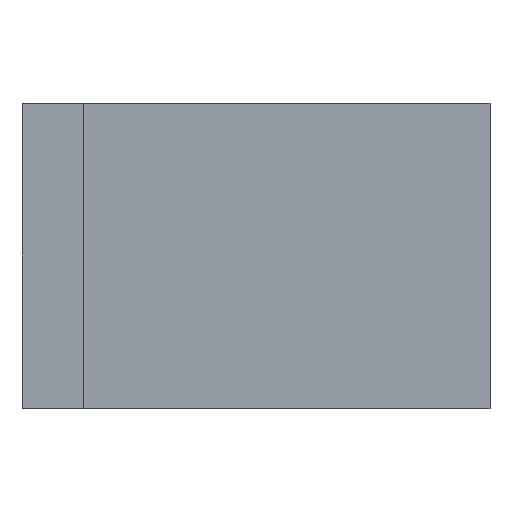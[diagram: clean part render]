
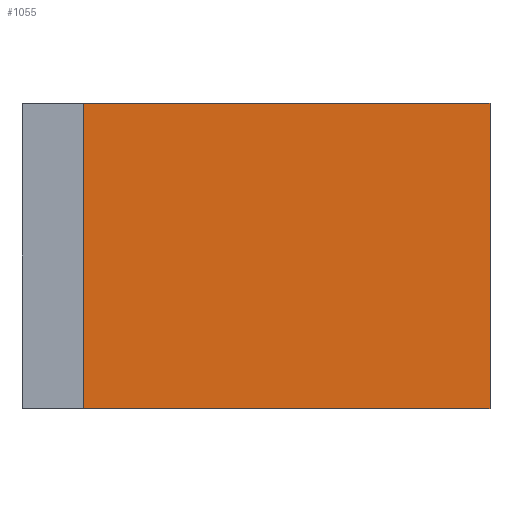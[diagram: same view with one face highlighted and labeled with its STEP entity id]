
A CAD part, front view. The second image highlights one B-rep face of the part: STEP entity #1055.
In plain terms, the highlighted planar face has unit normal (0, -1, 0).
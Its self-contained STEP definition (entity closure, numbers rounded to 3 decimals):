
#66=LINE('',#1690,#152);
#71=LINE('',#1707,#157);
#72=LINE('',#1709,#158);
#73=LINE('',#1711,#159);
#152=VECTOR('',#1339,1000.);
#157=VECTOR('',#1358,1000.);
#158=VECTOR('',#1359,1000.);
#159=VECTOR('',#1360,1000.);
#207=PLANE('',#1153);
#314=ORIENTED_EDGE('',*,*,#582,.T.);
#315=ORIENTED_EDGE('',*,*,#583,.F.);
#316=ORIENTED_EDGE('',*,*,#584,.F.);
#317=ORIENTED_EDGE('',*,*,#573,.T.);
#573=EDGE_CURVE('',#704,#703,#66,.T.);
#582=EDGE_CURVE('',#703,#709,#71,.T.);
#583=EDGE_CURVE('',#710,#709,#72,.T.);
#584=EDGE_CURVE('',#704,#710,#73,.T.);
#703=VERTEX_POINT('',#1689);
#704=VERTEX_POINT('',#1691);
#709=VERTEX_POINT('',#1708);
#710=VERTEX_POINT('',#1710);
#830=EDGE_LOOP('',(#314,#315,#316,#317));
#932=FACE_BOUND('',#830,.T.);
#1055=ADVANCED_FACE('',(#932),#207,.F.);
#1153=AXIS2_PLACEMENT_3D('',#1706,#1356,#1357);
#1339=DIRECTION('',(0.,0.,-1.));
#1356=DIRECTION('',(0.,1.,0.));
#1357=DIRECTION('',(0.,0.,1.));
#1358=DIRECTION('',(1.,0.,0.));
#1359=DIRECTION('',(0.,0.,-1.));
#1360=DIRECTION('',(1.,0.,0.));
#1689=CARTESIAN_POINT('',(-10.,0.,-7.5));
#1690=CARTESIAN_POINT('',(-10.,0.,7.5));
#1691=CARTESIAN_POINT('',(-10.,0.,7.5));
#1706=CARTESIAN_POINT('',(-10.,0.,7.5));
#1707=CARTESIAN_POINT('',(-10.,0.,-7.5));
#1708=CARTESIAN_POINT('',(10.,0.,-7.5));
#1709=CARTESIAN_POINT('',(10.,0.,7.5));
#1710=CARTESIAN_POINT('',(10.,0.,7.5));
#1711=CARTESIAN_POINT('',(-10.,0.,7.5));
